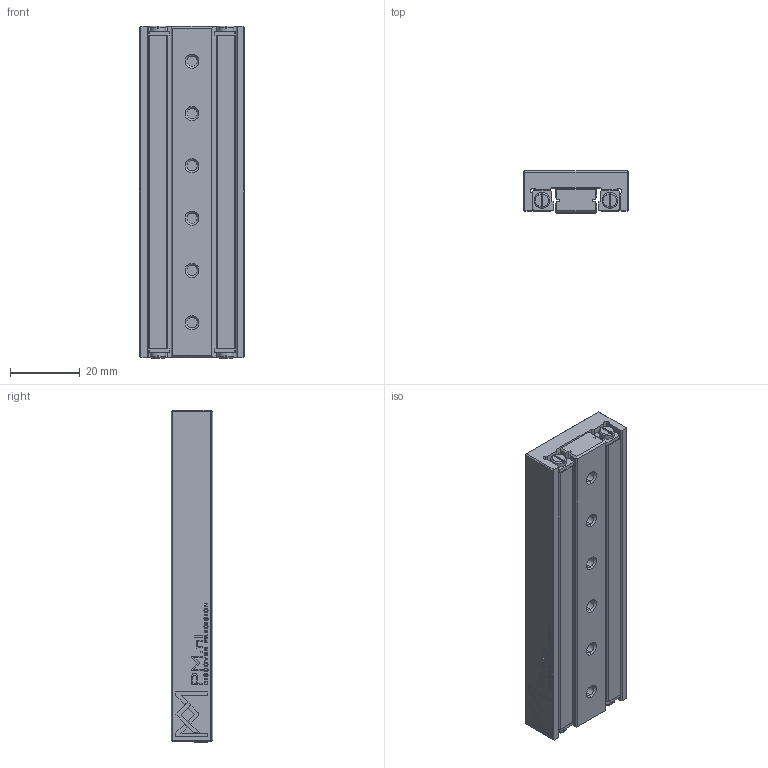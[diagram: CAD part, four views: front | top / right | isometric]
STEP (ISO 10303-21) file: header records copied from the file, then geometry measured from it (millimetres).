
FILE_DESCRIPTION(/* description */ (''),/* implementation_level */ '2;1');
FILE_NAME(/* name */ 'RTS-2095.stp',/* time_stamp */ '2024-10-04T09:59:10+02:00',/* author */ (''),/* organization */ (''),/* preprocessor_version */ 'ST-DEVELOPER v16.7',/* originating_system */ 'SIEMENS PLM Software NX 12.0',/* authorisation */ '');
FILE_SCHEMA (('AUTOMOTIVE_DESIGN { 1 0 10303 214 3 1 1 1 }'));
Length unit declared in the file: millimetre
Products named in the file (1): RTS-2095_stp
Bounding box: 30 x 12 x 95.2 mm (x, y, z)
Volume: 30173.4 mm3; surface area: 18011.3 mm2
Topology: 2 solids, 2 shells, 1052 faces, 2739 edges, 1790 vertices
Faces by surface type: plane 666, bspline 180, cylinder 110, cone 60, torus 36
Entity records: 40056 total; most frequent: CARTESIAN_POINT 8504, ORIENTED_EDGE 5478, DIRECTION 4459, EDGE_CURVE 2739, LINE 1977, VECTOR 1977, VERTEX_POINT 1790, AXIS2_PLACEMENT_3D 1241
